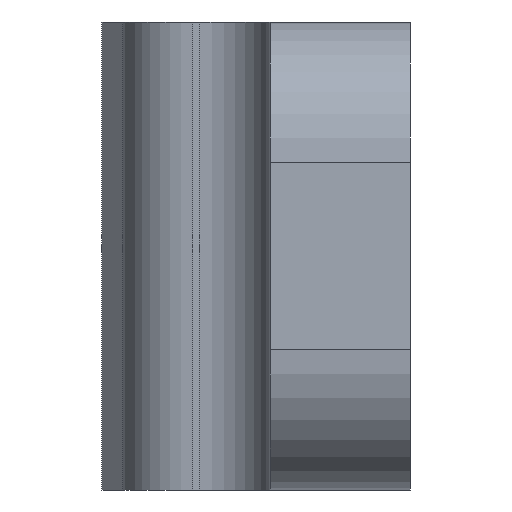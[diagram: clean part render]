
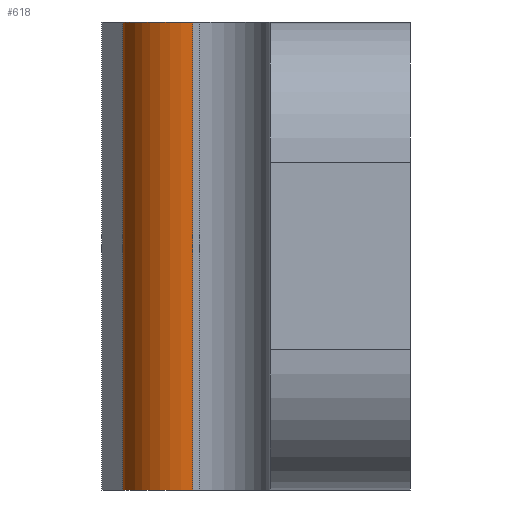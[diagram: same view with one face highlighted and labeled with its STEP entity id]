
A CAD part, left-side view. The second image highlights one B-rep face of the part: STEP entity #618.
In plain terms, the highlighted cylindrical face has radius 1.5 mm (diameter 3 mm), a partial arc.
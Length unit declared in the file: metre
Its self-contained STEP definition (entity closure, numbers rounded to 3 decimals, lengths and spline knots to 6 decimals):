
#14=CYLINDRICAL_SURFACE('',#687,0.0015);
#40=CIRCLE('',#676,0.0015);
#43=CIRCLE('',#680,0.0015);
#184=ORIENTED_EDGE('',*,*,#301,.F.);
#185=ORIENTED_EDGE('',*,*,#271,.F.);
#186=ORIENTED_EDGE('',*,*,#307,.F.);
#187=ORIENTED_EDGE('',*,*,#275,.F.);
#271=EDGE_CURVE('',#350,#352,#413,.F.);
#275=EDGE_CURVE('',#354,#356,#417,.T.);
#301=EDGE_CURVE('',#352,#354,#40,.T.);
#307=EDGE_CURVE('',#356,#350,#43,.F.);
#350=VERTEX_POINT('',#974);
#352=VERTEX_POINT('',#977);
#354=VERTEX_POINT('',#983);
#356=VERTEX_POINT('',#986);
#413=LINE('',#976,#477);
#417=LINE('',#985,#481);
#477=VECTOR('',#778,1.);
#481=VECTOR('',#784,1.);
#528=EDGE_LOOP('',(#184,#185,#186,#187));
#566=FACE_BOUND('',#528,.T.);
#618=ADVANCED_FACE('',(#566),#14,.T.);
#676=AXIS2_PLACEMENT_3D('',#1032,#830,#831);
#680=AXIS2_PLACEMENT_3D('',#1039,#841,#842);
#687=AXIS2_PLACEMENT_3D('',#1046,#855,#856);
#778=DIRECTION('',(0.,0.,-1.));
#784=DIRECTION('',(0.,0.,-1.));
#830=DIRECTION('',(0.,0.,1.));
#831=DIRECTION('',(1.,0.,0.));
#841=DIRECTION('',(0.,0.,1.));
#842=DIRECTION('',(1.,0.,0.));
#855=DIRECTION('',(0.,0.,1.));
#856=DIRECTION('',(1.,0.,0.));
#974=CARTESIAN_POINT('',(-0.011163,0.006146,0.));
#976=CARTESIAN_POINT('',(-0.011163,0.006146,0.01));
#977=CARTESIAN_POINT('',(-0.011163,0.006146,0.01));
#983=CARTESIAN_POINT('',(-0.0125,0.004655,0.01));
#985=CARTESIAN_POINT('',(-0.0125,0.004655,0.));
#986=CARTESIAN_POINT('',(-0.0125,0.004655,0.));
#1032=CARTESIAN_POINT('',(-0.011,0.004655,0.01));
#1039=CARTESIAN_POINT('',(-0.011,0.004655,0.));
#1046=CARTESIAN_POINT('',(-0.011,0.004655,0.01));
